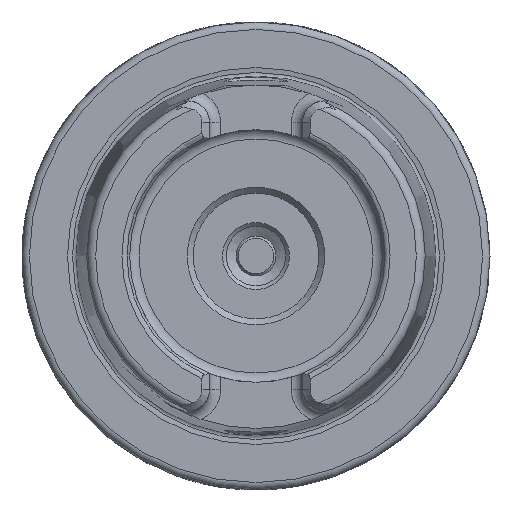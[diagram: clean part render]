
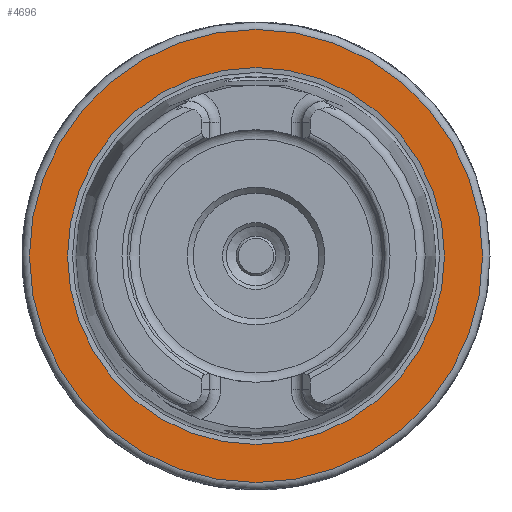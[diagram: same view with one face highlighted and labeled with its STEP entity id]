
A CAD part, left-side view. The second image highlights one B-rep face of the part: STEP entity #4696.
In plain terms, the highlighted planar face has unit normal (-1, 0, 0).
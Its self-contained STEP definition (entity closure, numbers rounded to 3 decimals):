
#173=FACE_BOUND('',#1001,.T.);
#408=CIRCLE('',#5256,25.374);
#409=CIRCLE('',#5258,30.5);
#709=FACE_OUTER_BOUND('',#1000,.T.);
#1000=EDGE_LOOP('',(#4055));
#1001=EDGE_LOOP('',(#4056));
#2157=VERTEX_POINT('',#10076);
#2158=VERTEX_POINT('',#10080);
#2802=EDGE_CURVE('',#2157,#2157,#408,.T.);
#2803=EDGE_CURVE('',#2158,#2158,#409,.T.);
#4055=ORIENTED_EDGE('',*,*,#2803,.F.);
#4056=ORIENTED_EDGE('',*,*,#2802,.T.);
#4438=PLANE('',#5257);
#4696=ADVANCED_FACE('',(#709,#173),#4438,.T.);
#5256=AXIS2_PLACEMENT_3D('',#10078,#6327,#6328);
#5257=AXIS2_PLACEMENT_3D('',#10079,#6329,#6330);
#5258=AXIS2_PLACEMENT_3D('',#10081,#6331,#6332);
#6327=DIRECTION('center_axis',(1.,0.,0.));
#6328=DIRECTION('ref_axis',(0.,0.,-1.));
#6329=DIRECTION('center_axis',(-1.,0.,0.));
#6330=DIRECTION('ref_axis',(0.,0.,1.));
#6331=DIRECTION('center_axis',(1.,0.,0.));
#6332=DIRECTION('ref_axis',(0.,0.,-1.));
#10076=CARTESIAN_POINT('',(0.,-25.374,0.));
#10078=CARTESIAN_POINT('Origin',(0.,0.,
0.));
#10079=CARTESIAN_POINT('Origin',(0.,30.5,0.));
#10080=CARTESIAN_POINT('',(0.,0.,30.5));
#10081=CARTESIAN_POINT('Origin',(0.,0.,
0.));
